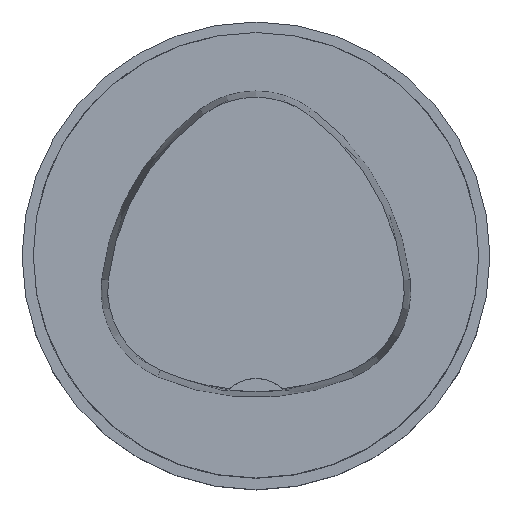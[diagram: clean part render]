
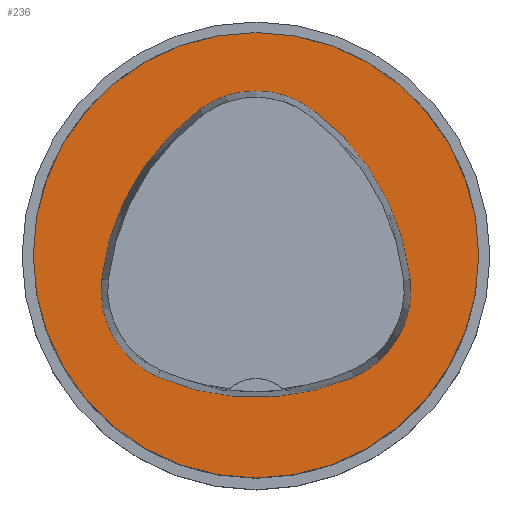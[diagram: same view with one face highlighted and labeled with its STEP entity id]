
A CAD part, top view. The second image highlights one B-rep face of the part: STEP entity #236.
In plain terms, the highlighted planar face has unit normal (0, 0, 1).
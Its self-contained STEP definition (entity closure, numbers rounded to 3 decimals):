
#193=PLANE('',#687);
#236=ADVANCED_FACE('',(#292,#293),#193,.T.);
#292=FACE_BOUND('',#336,.T.);
#293=FACE_BOUND('',#337,.T.);
#336=EDGE_LOOP('',(#435,#436,#437,#438,#439,#440));
#337=EDGE_LOOP('',(#441));
#435=ORIENTED_EDGE('',*,*,#584,.T.);
#436=ORIENTED_EDGE('',*,*,#564,.T.);
#437=ORIENTED_EDGE('',*,*,#568,.T.);
#438=ORIENTED_EDGE('',*,*,#571,.T.);
#439=ORIENTED_EDGE('',*,*,#574,.T.);
#440=ORIENTED_EDGE('',*,*,#582,.T.);
#441=ORIENTED_EDGE('',*,*,#555,.F.);
#507=VERTEX_POINT('',#942);
#516=VERTEX_POINT('',#961);
#517=VERTEX_POINT('',#962);
#520=VERTEX_POINT('',#970);
#522=VERTEX_POINT('',#976);
#524=VERTEX_POINT('',#982);
#531=VERTEX_POINT('',#1003);
#555=EDGE_CURVE('',#507,#507,#611,.T.);
#564=EDGE_CURVE('',#516,#517,#612,.T.);
#568=EDGE_CURVE('',#517,#520,#614,.T.);
#571=EDGE_CURVE('',#520,#522,#616,.T.);
#574=EDGE_CURVE('',#522,#524,#618,.T.);
#582=EDGE_CURVE('',#524,#531,#622,.T.);
#584=EDGE_CURVE('',#531,#516,#624,.T.);
#611=CIRCLE('',#659,40.);
#612=CIRCLE('',#665,44.);
#614=CIRCLE('',#668,17.);
#616=CIRCLE('',#671,44.);
#618=CIRCLE('',#674,17.);
#622=CIRCLE('',#679,44.);
#624=CIRCLE('',#682,17.);
#659=AXIS2_PLACEMENT_3D('',#941,#769,#770);
#665=AXIS2_PLACEMENT_3D('',#960,#785,#786);
#668=AXIS2_PLACEMENT_3D('',#969,#793,#794);
#671=AXIS2_PLACEMENT_3D('',#975,#800,#801);
#674=AXIS2_PLACEMENT_3D('',#981,#807,#808);
#679=AXIS2_PLACEMENT_3D('',#1004,#819,#820);
#682=AXIS2_PLACEMENT_3D('',#1007,#825,#826);
#687=AXIS2_PLACEMENT_3D('',#1012,#835,#836);
#769=DIRECTION('',(0.,0.,-1.));
#770=DIRECTION('',(-1.,0.,0.));
#785=DIRECTION('',(0.,0.,-1.));
#786=DIRECTION('',(-1.,0.,0.));
#793=DIRECTION('',(0.,0.,-1.));
#794=DIRECTION('',(-1.,0.,0.));
#800=DIRECTION('',(0.,0.,-1.));
#801=DIRECTION('',(-1.,0.,0.));
#807=DIRECTION('',(0.,0.,-1.));
#808=DIRECTION('',(-1.,0.,0.));
#819=DIRECTION('',(0.,0.,-1.));
#820=DIRECTION('',(-1.,0.,0.));
#825=DIRECTION('',(0.,0.,-1.));
#826=DIRECTION('',(-1.,0.,0.));
#835=DIRECTION('',(0.,0.,1.));
#836=DIRECTION('',(1.,0.,0.));
#941=CARTESIAN_POINT('',(0.,0.,0.));
#942=CARTESIAN_POINT('',(-40.,0.,0.));
#960=CARTESIAN_POINT('',(16.01,-9.224,0.));
#961=CARTESIAN_POINT('',(-27.722,-4.378,0.));
#962=CARTESIAN_POINT('',(-10.119,26.178,0.));
#969=CARTESIAN_POINT('',(-0.023,12.5,0.));
#970=CARTESIAN_POINT('',(10.049,26.194,0.));
#975=CARTESIAN_POINT('',(-16.021,-9.25,0.));
#976=CARTESIAN_POINT('',(27.71,-4.394,0.));
#981=CARTESIAN_POINT('',(10.814,-6.27,0.));
#982=CARTESIAN_POINT('',(17.611,-21.852,0.));
#1003=CARTESIAN_POINT('',(-17.652,-21.819,0.));
#1004=CARTESIAN_POINT('',(0.017,18.477,0.));
#1007=CARTESIAN_POINT('',(-10.825,-6.25,0.));
#1012=CARTESIAN_POINT('',(0.,0.,0.));
